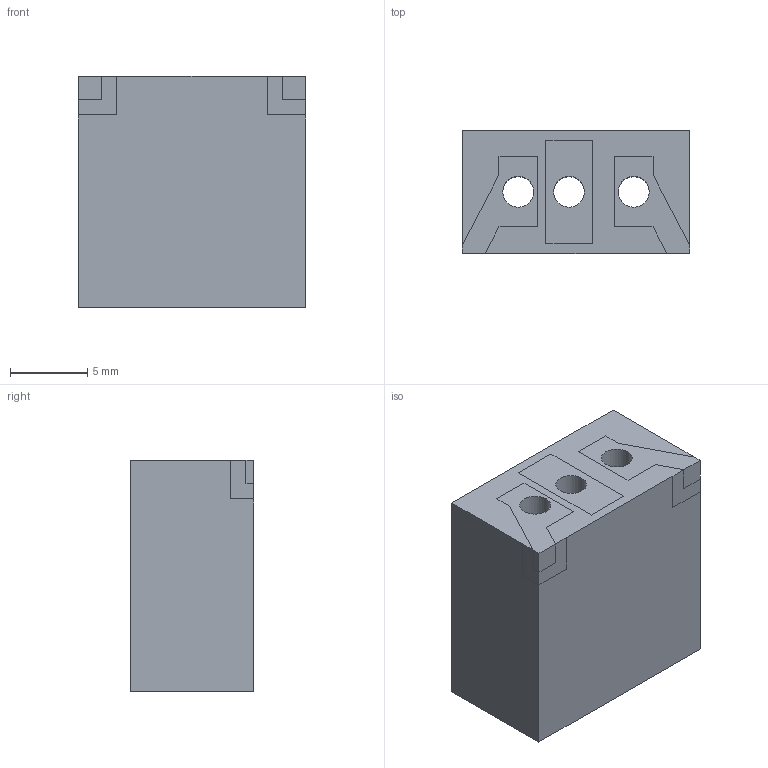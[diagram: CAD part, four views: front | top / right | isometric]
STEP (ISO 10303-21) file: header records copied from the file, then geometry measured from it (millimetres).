
FILE_DESCRIPTION(('STEP AP203'), '1');
FILE_NAME('ÍØÁÀ.434834.072_Ôèëüòð ÔÊÏ1-272-0,44-20', '', ('UNSPECIFIED'), ('UNSPECIFIED'), 'ASCON STEP Converter 1.6', 'ASCON Math Kernel', '');
FILE_SCHEMA(('CONFIG_CONTROL_DESIGN'));
Length unit declared in the file: millimetre
Products named in the file (1): НШБА.434834.072_Фильтр ФКП1-272-0,44-20
Bounding box: 14.8 x 8 x 15 mm (x, y, z)
Volume: 1634.6 mm3; surface area: 1184.7 mm2
Topology: 1 solids, 1 shells, 234 faces, 626 edges, 416 vertices
Faces by surface type: plane 184, bspline 41, cylinder 9
Full cylindrical faces by diameter (mm): 2 x3
Entity records: 13339 total; most frequent: CARTESIAN_POINT 5907, ORIENTED_EDGE 1246, DIRECTION 911, EDGE_CURVE 623, LINE 487, VECTOR 487, VERTEX_POINT 416, EDGE_LOOP 265
